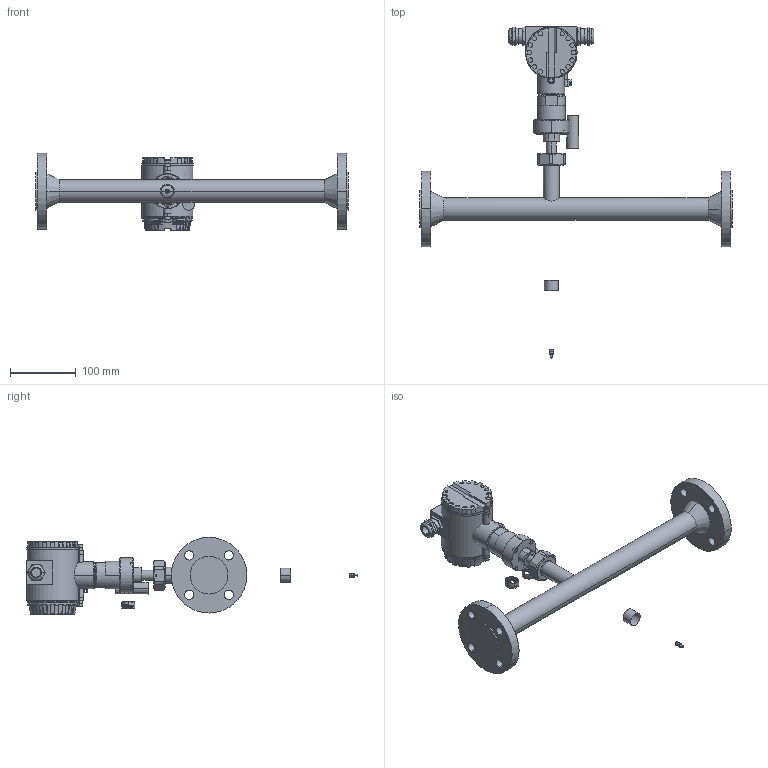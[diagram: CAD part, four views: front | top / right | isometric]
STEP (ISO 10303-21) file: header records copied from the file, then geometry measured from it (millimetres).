
FILE_DESCRIPTION((''),'2;1');
FILE_NAME('DN25_PIPE','2024-04-02T14:39:43',('jj'),(''),'CREO PARAMETRIC BY PTC INC, 2018100','CREO PARAMETRIC BY PTC INC, 2018100','');
FILE_SCHEMA(('CONFIG_CONTROL_DESIGN','SHAPE_APPEARANCE_LAYERS_GROUPS'));
Length unit declared in the file: millimetre
Products named in the file (1): DN25_PIPE
Bounding box: 475 x 504.5 x 117.5 mm (x, y, z)
Volume: 1434858.5 mm3; surface area: 203946.1 mm2
Topology: 1 solids, 61 shells, 1151 faces, 3258 edges, 2202 vertices
Faces by surface type: cylinder 478, plane 394, cone 173, bspline 53, torus 45, sphere 8
Entity records: 49558 total; most frequent: CARTESIAN_POINT 20645, ORIENTED_EDGE 6197, DIRECTION 5644, EDGE_CURVE 3236, VERTEX_POINT 2202, AXIS2_PLACEMENT_3D 2193, VECTOR 1258, LINE 1258
